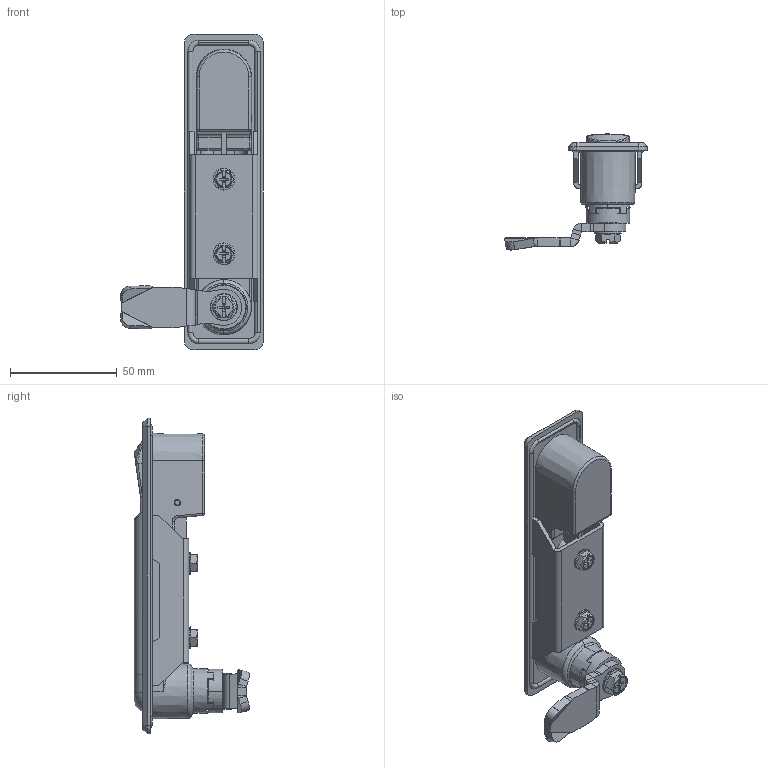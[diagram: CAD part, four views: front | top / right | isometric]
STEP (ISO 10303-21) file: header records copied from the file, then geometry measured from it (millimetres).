
FILE_DESCRIPTION (( 'STEP AP203' ), '1' );
FILE_NAME ('KI09.5.01.64.STEP', '2022-04-26T04:55:41', ( '' ), ( '' ), 'SwSTEP 2.0', 'SolidWorks 2021', '' );
FILE_SCHEMA (( 'CONFIG_CONTROL_DESIGN' ));
Length unit declared in the file: millimetre
Products named in the file (1): KI09.5.01.64
Bounding box: 66.91 x 54.23 x 148 mm (x, y, z)
Surface area: 36498.5 mm2 (no closed solid volume)
Topology: 0 solids, 24 shells, 405 faces, 1293 edges, 891 vertices
Faces by surface type: plane 203, cylinder 87, torus 56, cone 38, bspline 13, sphere 8
Entity records: 15532 total; most frequent: CARTESIAN_POINT 4507, DIRECTION 2252, ORIENTED_EDGE 2139, EDGE_CURVE 1287, VERTEX_POINT 891, AXIS2_PLACEMENT_3D 807, VECTOR 638, LINE 638
